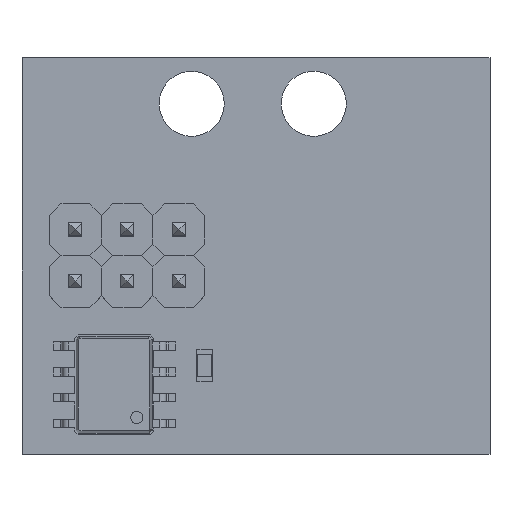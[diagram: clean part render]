
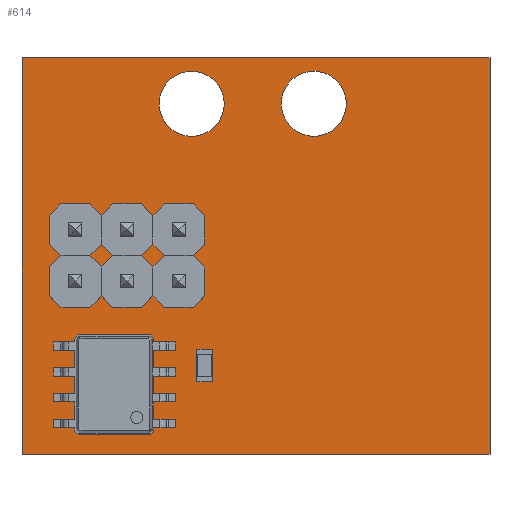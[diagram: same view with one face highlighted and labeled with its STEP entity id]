
A CAD part, top view. The second image highlights one B-rep face of the part: STEP entity #614.
In plain terms, the highlighted planar face has unit normal (0, 0, 1).
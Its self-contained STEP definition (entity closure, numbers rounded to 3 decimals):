
#45 = VERTEX_POINT('',#46);
#46 = CARTESIAN_POINT('',(195.,-112.,0.));
#63 = VERTEX_POINT('',#64);
#64 = CARTESIAN_POINT('',(195.,-107.,0.));
#70 = EDGE_CURVE('',#45,#63,#71,.T.);
#71 = LINE('',#72,#73);
#72 = CARTESIAN_POINT('',(195.,-112.,0.));
#73 = VECTOR('',#74,1.);
#74 = DIRECTION('',(0.,1.,0.));
#85 = VERTEX_POINT('',#86);
#86 = CARTESIAN_POINT('',(190.,-112.,0.));
#101 = EDGE_CURVE('',#85,#45,#102,.T.);
#102 = LINE('',#103,#104);
#103 = CARTESIAN_POINT('',(190.,-112.,0.));
#104 = VECTOR('',#105,1.);
#105 = DIRECTION('',(1.,0.,0.));
#125 = VERTEX_POINT('',#126);
#126 = CARTESIAN_POINT('',(195.,-97.5,0.));
#132 = EDGE_CURVE('',#63,#125,#133,.T.);
#133 = LINE('',#134,#135);
#134 = CARTESIAN_POINT('',(195.,-107.,0.));
#135 = VECTOR('',#136,1.);
#136 = DIRECTION('',(0.,1.,0.));
#147 = VERTEX_POINT('',#148);
#148 = CARTESIAN_POINT('',(175.,-112.,0.));
#163 = EDGE_CURVE('',#147,#85,#164,.T.);
#164 = LINE('',#165,#166);
#165 = CARTESIAN_POINT('',(175.,-112.,0.));
#166 = VECTOR('',#167,1.);
#167 = DIRECTION('',(1.,0.,0.));
#178 = VERTEX_POINT('',#179);
#179 = CARTESIAN_POINT('',(195.,-92.5,0.));
#194 = EDGE_CURVE('',#178,#125,#195,.T.);
#195 = LINE('',#196,#197);
#196 = CARTESIAN_POINT('',(195.,-92.5,0.));
#197 = VECTOR('',#198,1.);
#198 = DIRECTION('',(0.,-1.,0.));
#209 = VERTEX_POINT('',#210);
#210 = CARTESIAN_POINT('',(172.,-112.,0.));
#225 = EDGE_CURVE('',#209,#147,#226,.T.);
#226 = LINE('',#227,#228);
#227 = CARTESIAN_POINT('',(172.,-112.,0.));
#228 = VECTOR('',#229,1.);
#229 = DIRECTION('',(1.,0.,0.));
#240 = VERTEX_POINT('',#241);
#241 = CARTESIAN_POINT('',(190.,-92.5,0.));
#256 = EDGE_CURVE('',#240,#178,#257,.T.);
#257 = LINE('',#258,#259);
#258 = CARTESIAN_POINT('',(190.,-92.5,0.));
#259 = VECTOR('',#260,1.);
#260 = DIRECTION('',(1.,0.,0.));
#271 = VERTEX_POINT('',#272);
#272 = CARTESIAN_POINT('',(172.,-92.5,0.));
#287 = EDGE_CURVE('',#271,#209,#288,.T.);
#288 = LINE('',#289,#290);
#289 = CARTESIAN_POINT('',(172.,-92.5,0.));
#290 = VECTOR('',#291,1.);
#291 = DIRECTION('',(0.,-1.,0.));
#311 = VERTEX_POINT('',#312);
#312 = CARTESIAN_POINT('',(175.,-92.5,0.));
#318 = EDGE_CURVE('',#240,#311,#319,.T.);
#319 = LINE('',#320,#321);
#320 = CARTESIAN_POINT('',(190.,-92.5,0.));
#321 = VECTOR('',#322,1.);
#322 = DIRECTION('',(-1.,0.,0.));
#340 = EDGE_CURVE('',#311,#271,#341,.T.);
#341 = LINE('',#342,#343);
#342 = CARTESIAN_POINT('',(175.,-92.5,0.));
#343 = VECTOR('',#344,1.);
#344 = DIRECTION('',(-1.,0.,0.));
#355 = VERTEX_POINT('',#356);
#356 = CARTESIAN_POINT('',(179.705,-104.005,0.));
#372 = EDGE_CURVE('',#355,#355,#373,.T.);
#373 = CIRCLE('',#374,0.5);
#374 = AXIS2_PLACEMENT_3D('',#375,#376,#377);
#375 = CARTESIAN_POINT('',(179.705,-103.505,0.));
#376 = DIRECTION('',(0.,0.,1.));
#377 = DIRECTION('',(0.,-1.,0.));
#388 = VERTEX_POINT('',#389);
#389 = CARTESIAN_POINT('',(179.705,-101.465,0.));
#405 = EDGE_CURVE('',#388,#388,#406,.T.);
#406 = CIRCLE('',#407,0.5);
#407 = AXIS2_PLACEMENT_3D('',#408,#409,#410);
#408 = CARTESIAN_POINT('',(179.705,-100.965,0.));
#409 = DIRECTION('',(0.,0.,1.));
#410 = DIRECTION('',(0.,-1.,0.));
#421 = VERTEX_POINT('',#422);
#422 = CARTESIAN_POINT('',(181.94,-94.77,0.));
#438 = EDGE_CURVE('',#421,#421,#439,.T.);
#439 = CIRCLE('',#440,1.6);
#440 = AXIS2_PLACEMENT_3D('',#441,#442,#443);
#441 = CARTESIAN_POINT('',(180.34,-94.77,0.));
#442 = DIRECTION('',(0.,0.,1.));
#443 = DIRECTION('',(1.,0.,0.));
#454 = VERTEX_POINT('',#455);
#455 = CARTESIAN_POINT('',(177.165,-104.005,0.));
#471 = EDGE_CURVE('',#454,#454,#472,.T.);
#472 = CIRCLE('',#473,0.5);
#473 = AXIS2_PLACEMENT_3D('',#474,#475,#476);
#474 = CARTESIAN_POINT('',(177.165,-103.505,0.));
#475 = DIRECTION('',(0.,0.,1.));
#476 = DIRECTION('',(0.,-1.,0.));
#487 = VERTEX_POINT('',#488);
#488 = CARTESIAN_POINT('',(177.165,-101.465,0.));
#504 = EDGE_CURVE('',#487,#487,#505,.T.);
#505 = CIRCLE('',#506,0.5);
#506 = AXIS2_PLACEMENT_3D('',#507,#508,#509);
#507 = CARTESIAN_POINT('',(177.165,-100.965,0.));
#508 = DIRECTION('',(0.,0.,1.));
#509 = DIRECTION('',(0.,-1.,0.));
#520 = VERTEX_POINT('',#521);
#521 = CARTESIAN_POINT('',(187.94,-94.77,0.));
#537 = EDGE_CURVE('',#520,#520,#538,.T.);
#538 = CIRCLE('',#539,1.6);
#539 = AXIS2_PLACEMENT_3D('',#540,#541,#542);
#540 = CARTESIAN_POINT('',(186.34,-94.77,0.));
#541 = DIRECTION('',(0.,0.,1.));
#542 = DIRECTION('',(1.,0.,0.));
#553 = VERTEX_POINT('',#554);
#554 = CARTESIAN_POINT('',(174.625,-101.465,0.));
#570 = EDGE_CURVE('',#553,#553,#571,.T.);
#571 = CIRCLE('',#572,0.5);
#572 = AXIS2_PLACEMENT_3D('',#573,#574,#575);
#573 = CARTESIAN_POINT('',(174.625,-100.965,0.));
#574 = DIRECTION('',(0.,0.,1.));
#575 = DIRECTION('',(0.,-1.,0.));
#586 = VERTEX_POINT('',#587);
#587 = CARTESIAN_POINT('',(174.625,-104.005,0.));
#603 = EDGE_CURVE('',#586,#586,#604,.T.);
#604 = CIRCLE('',#605,0.5);
#605 = AXIS2_PLACEMENT_3D('',#606,#607,#608);
#606 = CARTESIAN_POINT('',(174.625,-103.505,0.));
#607 = DIRECTION('',(0.,0.,1.));
#608 = DIRECTION('',(0.,-1.,0.));
#614 = ADVANCED_FACE('',(#615,#627,#630,#633,#636,#639,#642,#645,#648),
  #651,.F.);
#615 = FACE_BOUND('',#616,.F.);
#616 = EDGE_LOOP('',(#617,#618,#619,#620,#621,#622,#623,#624,#625,#626)
  );
#617 = ORIENTED_EDGE('',*,*,#70,.F.);
#618 = ORIENTED_EDGE('',*,*,#101,.F.);
#619 = ORIENTED_EDGE('',*,*,#163,.F.);
#620 = ORIENTED_EDGE('',*,*,#225,.F.);
#621 = ORIENTED_EDGE('',*,*,#287,.F.);
#622 = ORIENTED_EDGE('',*,*,#340,.F.);
#623 = ORIENTED_EDGE('',*,*,#318,.F.);
#624 = ORIENTED_EDGE('',*,*,#256,.T.);
#625 = ORIENTED_EDGE('',*,*,#194,.T.);
#626 = ORIENTED_EDGE('',*,*,#132,.F.);
#627 = FACE_BOUND('',#628,.F.);
#628 = EDGE_LOOP('',(#629));
#629 = ORIENTED_EDGE('',*,*,#372,.T.);
#630 = FACE_BOUND('',#631,.F.);
#631 = EDGE_LOOP('',(#632));
#632 = ORIENTED_EDGE('',*,*,#405,.T.);
#633 = FACE_BOUND('',#634,.F.);
#634 = EDGE_LOOP('',(#635));
#635 = ORIENTED_EDGE('',*,*,#438,.T.);
#636 = FACE_BOUND('',#637,.F.);
#637 = EDGE_LOOP('',(#638));
#638 = ORIENTED_EDGE('',*,*,#471,.T.);
#639 = FACE_BOUND('',#640,.F.);
#640 = EDGE_LOOP('',(#641));
#641 = ORIENTED_EDGE('',*,*,#504,.T.);
#642 = FACE_BOUND('',#643,.F.);
#643 = EDGE_LOOP('',(#644));
#644 = ORIENTED_EDGE('',*,*,#537,.T.);
#645 = FACE_BOUND('',#646,.F.);
#646 = EDGE_LOOP('',(#647));
#647 = ORIENTED_EDGE('',*,*,#570,.T.);
#648 = FACE_BOUND('',#649,.F.);
#649 = EDGE_LOOP('',(#650));
#650 = ORIENTED_EDGE('',*,*,#603,.T.);
#651 = PLANE('',#652);
#652 = AXIS2_PLACEMENT_3D('',#653,#654,#655);
#653 = CARTESIAN_POINT('',(195.,-112.,0.));
#654 = DIRECTION('',(0.,0.,-1.));
#655 = DIRECTION('',(-1.,0.,0.));
